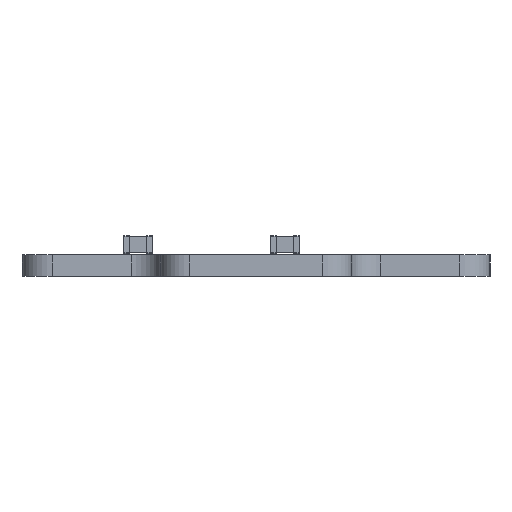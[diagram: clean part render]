
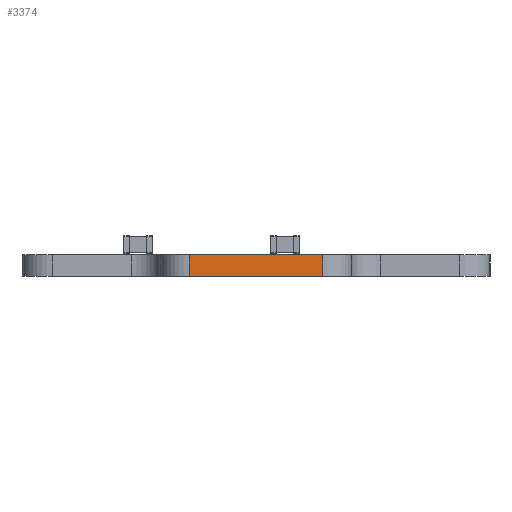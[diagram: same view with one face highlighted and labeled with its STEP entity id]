
A CAD part, left-side view. The second image highlights one B-rep face of the part: STEP entity #3374.
In plain terms, the highlighted planar face has unit normal (-1, 0, 0).
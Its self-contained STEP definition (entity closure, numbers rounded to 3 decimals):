
#1879 = VERTEX_POINT('',#1880);
#1880 = CARTESIAN_POINT('',(80.615,-108.6,0.));
#1887 = EDGE_CURVE('',#1888,#1879,#1890,.T.);
#1888 = VERTEX_POINT('',#1889);
#1889 = CARTESIAN_POINT('',(80.615,-117.9,0.));
#1890 = LINE('',#1891,#1892);
#1891 = CARTESIAN_POINT('',(80.615,-117.9,0.));
#1892 = VECTOR('',#1893,1.);
#1893 = DIRECTION('',(0.,1.,0.));
#2562 = VERTEX_POINT('',#2563);
#2563 = CARTESIAN_POINT('',(80.615,-108.6,1.51));
#2570 = EDGE_CURVE('',#2571,#2562,#2573,.T.);
#2571 = VERTEX_POINT('',#2572);
#2572 = CARTESIAN_POINT('',(80.615,-117.9,1.51));
#2573 = LINE('',#2574,#2575);
#2574 = CARTESIAN_POINT('',(80.615,-117.9,1.51));
#2575 = VECTOR('',#2576,1.);
#2576 = DIRECTION('',(0.,1.,0.));
#3344 = EDGE_CURVE('',#1879,#2562,#3345,.T.);
#3345 = LINE('',#3346,#3347);
#3346 = CARTESIAN_POINT('',(80.615,-108.6,0.));
#3347 = VECTOR('',#3348,1.);
#3348 = DIRECTION('',(0.,0.,1.));
#3374 = ADVANCED_FACE('',(#3375),#3386,.T.);
#3375 = FACE_BOUND('',#3376,.T.);
#3376 = EDGE_LOOP('',(#3377,#3383,#3384,#3385));
#3377 = ORIENTED_EDGE('',*,*,#3378,.T.);
#3378 = EDGE_CURVE('',#1888,#2571,#3379,.T.);
#3379 = LINE('',#3380,#3381);
#3380 = CARTESIAN_POINT('',(80.615,-117.9,0.));
#3381 = VECTOR('',#3382,1.);
#3382 = DIRECTION('',(0.,0.,1.));
#3383 = ORIENTED_EDGE('',*,*,#2570,.T.);
#3384 = ORIENTED_EDGE('',*,*,#3344,.F.);
#3385 = ORIENTED_EDGE('',*,*,#1887,.F.);
#3386 = PLANE('',#3387);
#3387 = AXIS2_PLACEMENT_3D('',#3388,#3389,#3390);
#3388 = CARTESIAN_POINT('',(80.615,-117.9,0.));
#3389 = DIRECTION('',(-1.,0.,0.));
#3390 = DIRECTION('',(0.,1.,0.));
